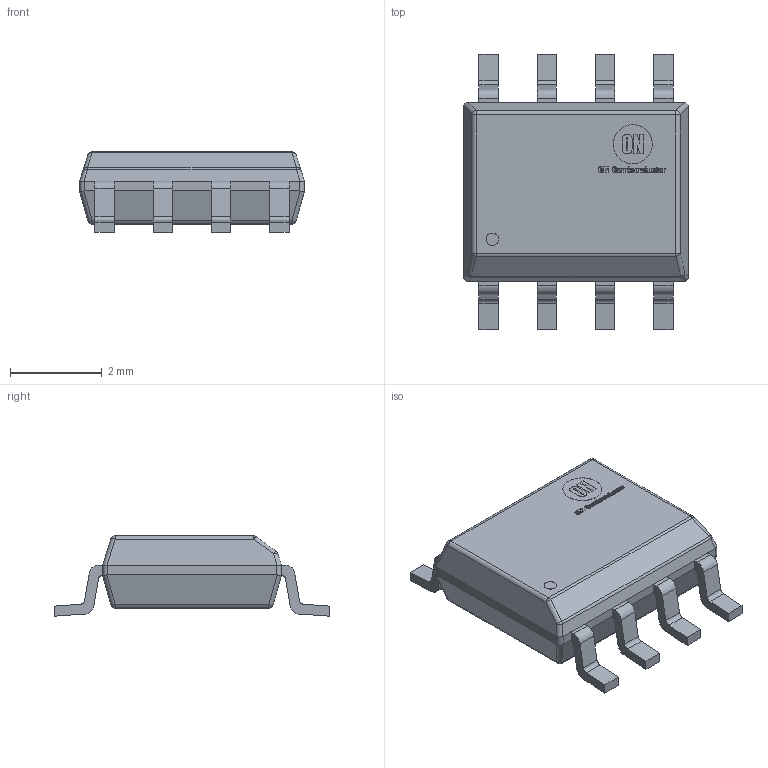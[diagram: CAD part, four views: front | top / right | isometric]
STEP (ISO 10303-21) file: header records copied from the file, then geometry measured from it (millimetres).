
FILE_DESCRIPTION(/* description */ (''),/* implementation_level */ '2;1');
FILE_NAME(/* name */ '1.stp',/* time_stamp */ '2019-10-26T08:05:42+02:00',/* author */ ('k'),/* organization */ (''),/* preprocessor_version */ 'ST-DEVELOPER v15.6',/* originating_system */ 'Autodesk Inventor 2015',/* authorisation */ '');
FILE_SCHEMA (('AUTOMOTIVE_DESIGN { 1 0 10303 214 3 1 1 }'));
Length unit declared in the file: millimetre
Products named in the file (6): 1; 2; On-Semi Yury adjustable; On-Semi Yury adjustable - Copy; On-Semi Logo Assemply
Bounding box: 4.9 x 6 x 1.75 mm (x, y, z)
Volume: 28.7 mm3; surface area: 77.9 mm2
Topology: 28 solids, 28 shells, 511 faces, 1335 edges, 880 vertices
Faces by surface type: plane 247, bspline 198, cylinder 56, sphere 10
Full cylindrical faces by diameter (mm): 0.274 x1
Entity records: 20050 total; most frequent: CARTESIAN_POINT 8596, ORIENTED_EDGE 2668, DIRECTION 1706, EDGE_CURVE 1334, VERTEX_POINT 880, LINE 818, VECTOR 818, EDGE_LOOP 526
